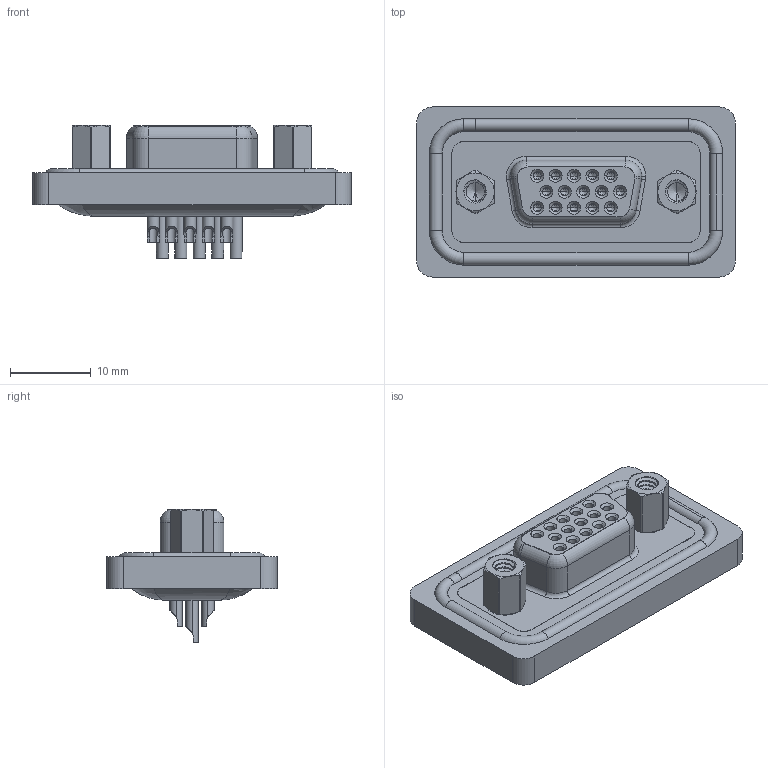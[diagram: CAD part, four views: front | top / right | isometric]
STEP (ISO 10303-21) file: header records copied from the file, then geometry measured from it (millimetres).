
FILE_DESCRIPTION (( 'STEP AP203' ), '1' );
FILE_NAME ('638-W15-622-012.STEP', '2018-11-28T17:24:48', ( '' ), ( '' ), 'SwSTEP 2.0', 'SolidWorks 2016', '' );
FILE_SCHEMA (( 'CONFIG_CONTROL_DESIGN' ));
Length unit declared in the file: millimetre
Products named in the file (9): 638W Contact Row 1_22; 638W Contact Row 2_22; 638W Contact Row 3_22; 638W 4-40 Threaded Rivet; 638W 4-40 Hex Standoff; 638-W15-622-012; 638W Housing_15 Contacts; 638W Shell_15 Contacts; 638W Waterproof Housing_15 Contacts
Assembly tree (22 placements, depth 2):
  638-W15-622-012
    638W Housing_15 Contacts
    638W Shell_15 Contacts
    638W Waterproof Housing_15 Contacts
    638W Contact Row 1_22  x5
    638W Contact Row 2_22  x5
    638W Contact Row 3_22  x5
    638W 4-40 Threaded Rivet  x2
    638W 4-40 Hex Standoff  x2
Bounding box: 39.51 x 21.1 x 16.5 mm (x, y, z)
Volume: 4348.2 mm3; surface area: 8207.4 mm2
Topology: 23 solids, 23 shells, 1276 faces, 3204 edges, 2000 vertices
Faces by surface type: cylinder 561, plane 356, torus 170, cone 167, bspline 22
Entity records: 25774 total; most frequent: CARTESIAN_POINT 8302, DIRECTION 3560, ORIENTED_EDGE 3270, EDGE_CURVE 1635, AXIS2_PLACEMENT_3D 1464, VERTEX_POINT 1043, EDGE_LOOP 812, CIRCLE 776
